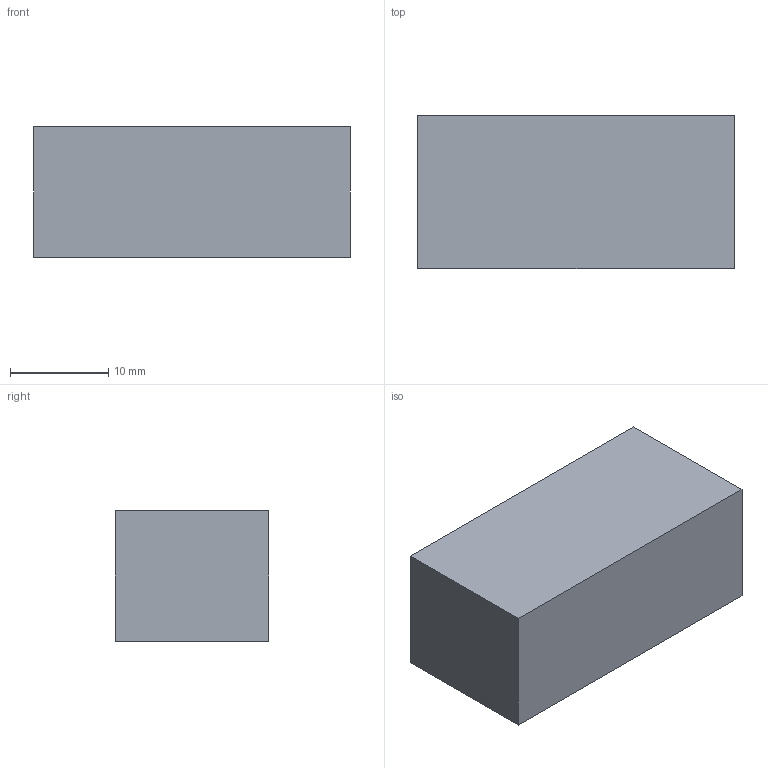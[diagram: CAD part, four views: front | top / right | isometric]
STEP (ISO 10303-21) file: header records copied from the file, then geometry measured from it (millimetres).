
FILE_DESCRIPTION(('Simplified model for CONNECTOR_HC-RJ45-5JA-2-2'),'2;1');
FILE_NAME('CONNECTOR_HC-RJ45-5JA-2-2','1970-01-01T00:00:00.00',(''),(''), 'QEDA','QEDA','Unknown');
FILE_SCHEMA(('AUTOMOTIVE_DESIGN { 1 0 10303 214 1 1 1 1 }'));
Length unit declared in the file: millimetre
Products named in the file (1): CONNECTOR_HC-RJ45-5JA-2-2
Bounding box: 32.25 x 15.6 x 13.3 mm (x, y, z)
Volume: 6691.2 mm3; surface area: 2279 mm2
Topology: 1 solids, 1 shells, 6 faces, 12 edges, 8 vertices
Faces by surface type: plane 6
Entity records: 178 total; most frequent: CARTESIAN_POINT 27, DIRECTION 26, ORIENTED_EDGE 24, EDGE_CURVE 12, LINE 12, VECTOR 12, VERTEX_POINT 8, AXIS2_PLACEMENT_3D 7
